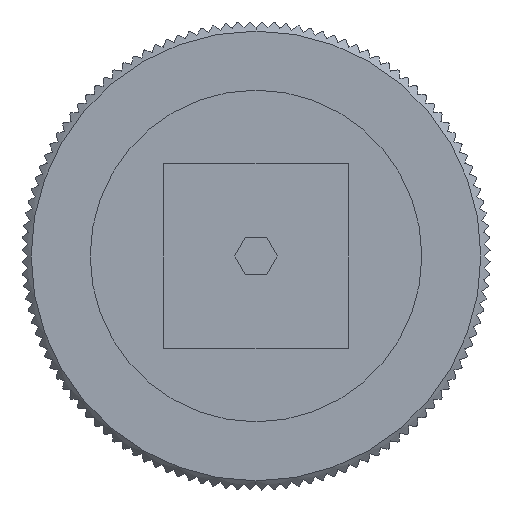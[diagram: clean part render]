
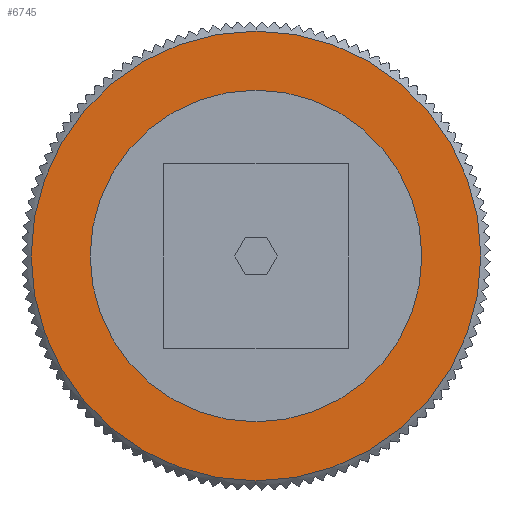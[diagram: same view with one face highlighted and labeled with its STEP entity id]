
A CAD part, left-side view. The second image highlights one B-rep face of the part: STEP entity #6745.
In plain terms, the highlighted planar face has unit normal (-1, 0, 0).
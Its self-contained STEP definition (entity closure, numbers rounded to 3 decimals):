
#25 = CARTESIAN_POINT ( 'NONE',  ( -4., 0., 9. ) ) ;
#321 = EDGE_LOOP ( 'NONE', ( #1081, #2345 ) ) ;
#626 = PLANE ( 'NONE',  #2428 ) ;
#643 = DIRECTION ( 'NONE',  ( -1., 0., 0. ) ) ;
#1081 = ORIENTED_EDGE ( 'NONE', *, *, #8223, .F. ) ;
#1235 = DIRECTION ( 'NONE',  ( -1., 0., 0. ) ) ;
#1445 = CARTESIAN_POINT ( 'NONE',  ( -4., 0., 0. ) ) ;
#1656 = CARTESIAN_POINT ( 'NONE',  ( -4., 12.7, 0. ) ) ;
#2054 = AXIS2_PLACEMENT_3D ( 'NONE', #10318, #643, #4401 ) ;
#2150 = EDGE_CURVE ( 'NONE', #7681, #5927, #5767, .T. ) ;
#2345 = ORIENTED_EDGE ( 'NONE', *, *, #11347, .F. ) ;
#2428 = AXIS2_PLACEMENT_3D ( 'NONE', #1656, #6257, #14662 ) ;
#2493 = EDGE_LOOP ( 'NONE', ( #7400, #9648 ) ) ;
#2811 = CARTESIAN_POINT ( 'NONE',  ( -4., 0., 0. ) ) ;
#4259 = CARTESIAN_POINT ( 'NONE',  ( -4., 0., -12.2 ) ) ;
#4401 = DIRECTION ( 'NONE',  ( 0., 0., -1. ) ) ;
#5767 = CIRCLE ( 'NONE', #10732, 12.2 ) ;
#5927 = VERTEX_POINT ( 'NONE', #7024 ) ;
#6104 = CARTESIAN_POINT ( 'NONE',  ( -4., 0., -9. ) ) ;
#6257 = DIRECTION ( 'NONE',  ( 1., 0., 0. ) ) ;
#6745 = ADVANCED_FACE ( 'NONE', ( #9990, #7508 ), #626, .F. ) ;
#7024 = CARTESIAN_POINT ( 'NONE',  ( -4., 0., 12.2 ) ) ;
#7057 = DIRECTION ( 'NONE',  ( 0., 0., -1. ) ) ;
#7361 = DIRECTION ( 'NONE',  ( -1., 0., 0. ) ) ;
#7400 = ORIENTED_EDGE ( 'NONE', *, *, #2150, .T. ) ;
#7508 = FACE_BOUND ( 'NONE', #321, .T. ) ;
#7552 = DIRECTION ( 'NONE',  ( 0., 0., 1. ) ) ;
#7647 = AXIS2_PLACEMENT_3D ( 'NONE', #2811, #14856, #7552 ) ;
#7681 = VERTEX_POINT ( 'NONE', #4259 ) ;
#8223 = EDGE_CURVE ( 'NONE', #9568, #13190, #11376, .T. ) ;
#8775 = CIRCLE ( 'NONE', #2054, 12.2 ) ;
#9568 = VERTEX_POINT ( 'NONE', #25 ) ;
#9644 = CARTESIAN_POINT ( 'NONE',  ( -4., 0., 0. ) ) ;
#9648 = ORIENTED_EDGE ( 'NONE', *, *, #12488, .T. ) ;
#9990 = FACE_OUTER_BOUND ( 'NONE', #2493, .T. ) ;
#10318 = CARTESIAN_POINT ( 'NONE',  ( -4., 0., 0. ) ) ;
#10732 = AXIS2_PLACEMENT_3D ( 'NONE', #1445, #7361, #7057 ) ;
#11001 = CIRCLE ( 'NONE', #11486, 9. ) ;
#11347 = EDGE_CURVE ( 'NONE', #13190, #9568, #11001, .T. ) ;
#11376 = CIRCLE ( 'NONE', #7647, 9. ) ;
#11486 = AXIS2_PLACEMENT_3D ( 'NONE', #9644, #1235, #12065 ) ;
#12065 = DIRECTION ( 'NONE',  ( 0., 0., 1. ) ) ;
#12488 = EDGE_CURVE ( 'NONE', #5927, #7681, #8775, .T. ) ;
#13190 = VERTEX_POINT ( 'NONE', #6104 ) ;
#14662 = DIRECTION ( 'NONE',  ( 0., 0., -1. ) ) ;
#14856 = DIRECTION ( 'NONE',  ( -1., 0., 0. ) ) ;
